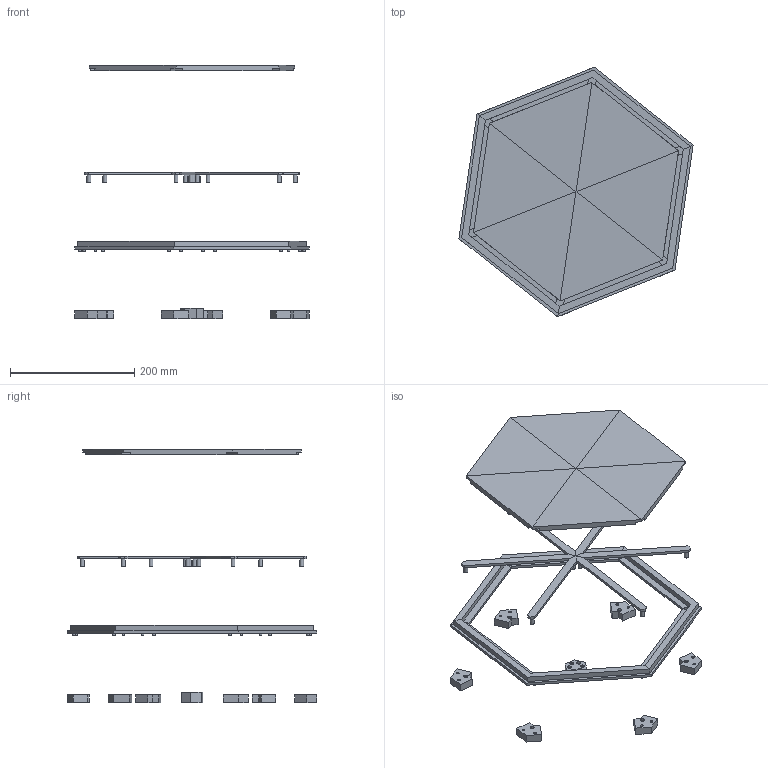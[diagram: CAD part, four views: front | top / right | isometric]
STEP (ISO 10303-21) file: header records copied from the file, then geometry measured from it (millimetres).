
FILE_DESCRIPTION(/* description */ ('STEP AP242','CAx-IF Rec.Pracs.---Representation and Presentation of Product Manufacturing Information (PMI)---4.0---2014-10-13','CAx-IF Rec.Pracs.---3D Tessellated Geometry---0.4---2014-09-14','2;1'),/* implementation_level */ '2;1');
FILE_NAME(/* name */ '617e28d936aced728cd463f1',/* time_stamp */ '2021-10-31T05:25:46+00:00',/* author */ (''),/* organization */ (''),/* preprocessor_version */ 'ST-DEVELOPER v18.1',/* originating_system */ ' ',/* authorisation */ ' ');
FILE_SCHEMA (('AP242_MANAGED_MODEL_BASED_3D_ENGINEERING_MIM_LF { 1 0 10303 442 1 1 4 }'));
Length unit declared in the file: metre
Products named in the file (6): Floor assembly; Part 1; Part 2
Assembly tree (22 placements, depth 2):
  Floor assembly
    Part 1  x6
    Part 1  x6
    Part 1  x6
    Part 1  x3
    Part 2
Bounding box: 377.57 x 402.15 x 407.88 mm (x, y, z)
Volume: 938832.1 mm3; surface area: 350198.8 mm2
Topology: 22 solids, 22 shells, 336 faces, 828 edges, 555 vertices
Faces by surface type: plane 279, cylinder 57
Full cylindrical faces by diameter (mm): 4.233 x24, 6.35 x27
Entity records: 3009 total; most frequent: DIRECTION 493, CARTESIAN_POINT 490, ORIENTED_EDGE 440, EDGE_CURVE 220, LINE 177, VECTOR 177, AXIS2_PLACEMENT_3D 158, VERTEX_POINT 155
